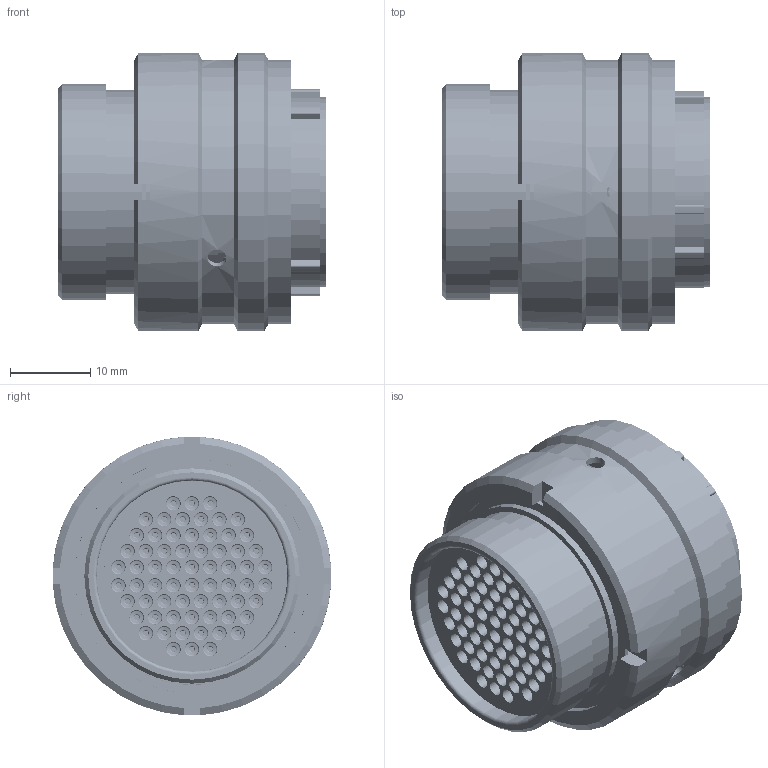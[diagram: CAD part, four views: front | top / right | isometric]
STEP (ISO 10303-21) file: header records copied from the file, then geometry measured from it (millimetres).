
FILE_DESCRIPTION (( 'STEP AP214' ), '1' );
FILE_NAME ('AS618-35PD.STEP', '2021-04-30T07:52:52', ( 'TE Connectivity' ), ( 'TE Connectivity' ), 'SwSTEP 2.0', 'SolidWorks 2020', '' );
FILE_SCHEMA (( 'AUTOMOTIVE_DESIGN' ));
Length unit declared in the file: millimetre
Products named in the file (1): AS618-35PD
Bounding box: 33.37 x 34.7 x 34.7 mm (x, y, z)
Volume: 14168.6 mm3; surface area: 19347.8 mm2
Topology: 75 solids, 75 shells, 3424 faces, 7800 edges, 4797 vertices
Faces by surface type: torus 1064, plane 899, cylinder 889, cone 559, bspline 9, sphere 4
Entity records: 142843 total; most frequent: CARTESIAN_POINT 26027, DIRECTION 17718, ORIENTED_EDGE 15576, AXIS2_PLACEMENT_3D 7963, EDGE_CURVE 7788, VERTEX_POINT 4791, CIRCLE 4549, EDGE_LOOP 4107
